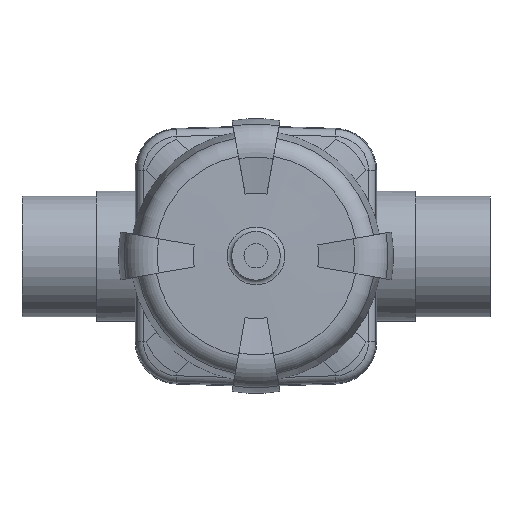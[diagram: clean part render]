
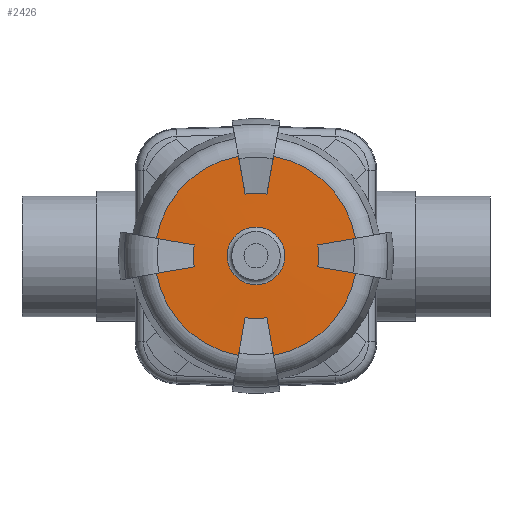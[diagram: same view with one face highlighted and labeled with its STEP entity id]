
A CAD part, top view. The second image highlights one B-rep face of the part: STEP entity #2426.
In plain terms, the highlighted conical face has half-angle 89 degrees and reference radius 26.931 mm.
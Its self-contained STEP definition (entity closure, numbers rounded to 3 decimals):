
#36=CONICAL_SURFACE($,#2647,26.932,89.);
#175=FACE_BOUND($,#412,.T.);
#242=FACE_OUTER_BOUND($,#411,.T.);
#411=EDGE_LOOP($,(#1913));
#412=EDGE_LOOP($,(#1914,#1915,#1916,#1917,#1918,#1919,#1920,#1921,#1922,
#1923,#1924,#1925,#1926,#1927,#1928,#1929));
#615=LINE($,#4148,#775);
#616=LINE($,#4152,#776);
#617=LINE($,#4156,#777);
#618=LINE($,#4160,#778);
#619=LINE($,#4164,#779);
#620=LINE($,#4168,#780);
#621=LINE($,#4172,#781);
#622=LINE($,#4176,#782);
#775=VECTOR($,#3197,15.9);
#776=VECTOR($,#3200,15.9);
#777=VECTOR($,#3203,15.9);
#778=VECTOR($,#3206,15.9);
#779=VECTOR($,#3209,15.9);
#780=VECTOR($,#3212,15.9);
#781=VECTOR($,#3215,15.9);
#782=VECTOR($,#3218,15.9);
#892=CIRCLE($,#2642,11.965);
#896=CIRCLE($,#2648,41.898);
#897=CIRCLE($,#2649,26.);
#898=CIRCLE($,#2650,41.898);
#899=CIRCLE($,#2651,26.);
#900=CIRCLE($,#2652,41.898);
#901=CIRCLE($,#2653,26.);
#902=CIRCLE($,#2654,41.898);
#903=CIRCLE($,#2655,26.);
#1121=VERTEX_POINT($,#4136);
#1125=VERTEX_POINT($,#4146);
#1126=VERTEX_POINT($,#4147);
#1127=VERTEX_POINT($,#4149);
#1128=VERTEX_POINT($,#4151);
#1129=VERTEX_POINT($,#4153);
#1130=VERTEX_POINT($,#4155);
#1131=VERTEX_POINT($,#4157);
#1132=VERTEX_POINT($,#4159);
#1133=VERTEX_POINT($,#4161);
#1134=VERTEX_POINT($,#4163);
#1135=VERTEX_POINT($,#4165);
#1136=VERTEX_POINT($,#4167);
#1137=VERTEX_POINT($,#4169);
#1138=VERTEX_POINT($,#4171);
#1139=VERTEX_POINT($,#4173);
#1140=VERTEX_POINT($,#4175);
#1402=EDGE_CURVE($,#1121,#1121,#892,.T.);
#1406=EDGE_CURVE($,#1125,#1126,#615,.T.);
#1407=EDGE_CURVE($,#1127,#1126,#896,.T.);
#1408=EDGE_CURVE($,#1127,#1128,#616,.T.);
#1409=EDGE_CURVE($,#1128,#1129,#897,.T.);
#1410=EDGE_CURVE($,#1129,#1130,#617,.T.);
#1411=EDGE_CURVE($,#1131,#1130,#898,.T.);
#1412=EDGE_CURVE($,#1131,#1132,#618,.T.);
#1413=EDGE_CURVE($,#1132,#1133,#899,.T.);
#1414=EDGE_CURVE($,#1133,#1134,#619,.T.);
#1415=EDGE_CURVE($,#1135,#1134,#900,.T.);
#1416=EDGE_CURVE($,#1135,#1136,#620,.T.);
#1417=EDGE_CURVE($,#1136,#1137,#901,.T.);
#1418=EDGE_CURVE($,#1137,#1138,#621,.T.);
#1419=EDGE_CURVE($,#1139,#1138,#902,.T.);
#1420=EDGE_CURVE($,#1139,#1140,#622,.T.);
#1421=EDGE_CURVE($,#1140,#1125,#903,.T.);
#1913=ORIENTED_EDGE($,*,*,#1402,.T.);
#1914=ORIENTED_EDGE($,*,*,#1406,.T.);
#1915=ORIENTED_EDGE($,*,*,#1407,.F.);
#1916=ORIENTED_EDGE($,*,*,#1408,.T.);
#1917=ORIENTED_EDGE($,*,*,#1409,.T.);
#1918=ORIENTED_EDGE($,*,*,#1410,.T.);
#1919=ORIENTED_EDGE($,*,*,#1411,.F.);
#1920=ORIENTED_EDGE($,*,*,#1412,.T.);
#1921=ORIENTED_EDGE($,*,*,#1413,.T.);
#1922=ORIENTED_EDGE($,*,*,#1414,.T.);
#1923=ORIENTED_EDGE($,*,*,#1415,.F.);
#1924=ORIENTED_EDGE($,*,*,#1416,.T.);
#1925=ORIENTED_EDGE($,*,*,#1417,.T.);
#1926=ORIENTED_EDGE($,*,*,#1418,.T.);
#1927=ORIENTED_EDGE($,*,*,#1419,.F.);
#1928=ORIENTED_EDGE($,*,*,#1420,.T.);
#1929=ORIENTED_EDGE($,*,*,#1421,.T.);
#2426=ADVANCED_FACE($,(#242,#175),#36,.T.);
#2642=AXIS2_PLACEMENT_3D($,#4137,#3185,#3186);
#2647=AXIS2_PLACEMENT_3D($,#4145,#3195,#3196);
#2648=AXIS2_PLACEMENT_3D($,#4150,#3198,#3199);
#2649=AXIS2_PLACEMENT_3D($,#4154,#3201,#3202);
#2650=AXIS2_PLACEMENT_3D($,#4158,#3204,#3205);
#2651=AXIS2_PLACEMENT_3D($,#4162,#3207,#3208);
#2652=AXIS2_PLACEMENT_3D($,#4166,#3210,#3211);
#2653=AXIS2_PLACEMENT_3D($,#4170,#3213,#3214);
#2654=AXIS2_PLACEMENT_3D($,#4174,#3216,#3217);
#2655=AXIS2_PLACEMENT_3D($,#4177,#3219,#3220);
#3185=DIRECTION('center_axis',(0.,0.,-1.));
#3186=DIRECTION('ref_axis',(0.985,0.174,0.));
#3195=DIRECTION('center_axis',(0.,0.,-1.));
#3196=DIRECTION('ref_axis',(0.985,0.174,0.));
#3197=DIRECTION($,(-0.985,-0.174,-0.017));
#3198=DIRECTION('center_axis',(0.,0.,-1.));
#3199=DIRECTION('ref_axis',(0.985,0.174,0.));
#3200=DIRECTION($,(0.174,0.985,0.017));
#3201=DIRECTION('center_axis',(0.,0.,1.));
#3202=DIRECTION('ref_axis',(0.174,-0.985,0.));
#3203=DIRECTION($,(0.174,-0.985,-0.017));
#3204=DIRECTION('center_axis',(0.,0.,-1.));
#3205=DIRECTION('ref_axis',(0.985,0.174,0.));
#3206=DIRECTION($,(-0.985,0.174,0.017));
#3207=DIRECTION('center_axis',(0.,0.,1.));
#3208=DIRECTION('ref_axis',(0.985,0.174,0.));
#3209=DIRECTION($,(0.985,0.174,-0.017));
#3210=DIRECTION('center_axis',(0.,0.,-1.));
#3211=DIRECTION('ref_axis',(0.985,0.174,0.));
#3212=DIRECTION($,(-0.174,-0.985,0.017));
#3213=DIRECTION('center_axis',(0.,0.,1.));
#3214=DIRECTION('ref_axis',(-0.174,0.985,0.));
#3215=DIRECTION($,(-0.174,0.985,-0.017));
#3216=DIRECTION('center_axis',(0.,0.,-1.));
#3217=DIRECTION('ref_axis',(0.985,0.174,0.));
#3218=DIRECTION($,(0.985,-0.174,0.017));
#3219=DIRECTION('center_axis',(0.,0.,1.));
#3220=DIRECTION('ref_axis',(-0.985,-0.174,0.));
#4136=CARTESIAN_POINT('',(-11.783,-2.078,114.466));
#4137=CARTESIAN_POINT('Origin',(0.,0.,114.466));
#4145=CARTESIAN_POINT('Origin',(0.,0.,114.204));
#4146=CARTESIAN_POINT('',(-25.605,-4.515,114.221));
#4147=CARTESIAN_POINT('',(-41.261,-7.275,113.943));
#4148=CARTESIAN_POINT($,(-25.605,-4.515,114.221));
#4149=CARTESIAN_POINT('',(-7.275,-41.261,113.943));
#4150=CARTESIAN_POINT('Origin',(0.,0.,113.943));
#4151=CARTESIAN_POINT('',(-4.515,-25.605,114.221));
#4152=CARTESIAN_POINT($,(-7.275,-41.261,113.943));
#4153=CARTESIAN_POINT('',(4.515,-25.605,114.221));
#4154=CARTESIAN_POINT('Origin',(0.,0.,114.221));
#4155=CARTESIAN_POINT('',(7.275,-41.261,113.943));
#4156=CARTESIAN_POINT($,(4.515,-25.605,114.221));
#4157=CARTESIAN_POINT('',(41.261,-7.275,113.943));
#4158=CARTESIAN_POINT('Origin',(0.,0.,113.943));
#4159=CARTESIAN_POINT('',(25.605,-4.515,114.221));
#4160=CARTESIAN_POINT($,(41.261,-7.275,113.943));
#4161=CARTESIAN_POINT('',(25.605,4.515,114.221));
#4162=CARTESIAN_POINT('Origin',(0.,0.,114.221));
#4163=CARTESIAN_POINT('',(41.261,7.275,113.943));
#4164=CARTESIAN_POINT($,(25.605,4.515,114.221));
#4165=CARTESIAN_POINT('',(7.275,41.261,113.943));
#4166=CARTESIAN_POINT('Origin',(0.,0.,113.943));
#4167=CARTESIAN_POINT('',(4.515,25.605,114.221));
#4168=CARTESIAN_POINT($,(7.275,41.261,113.943));
#4169=CARTESIAN_POINT('',(-4.515,25.605,114.221));
#4170=CARTESIAN_POINT('Origin',(0.,0.,114.221));
#4171=CARTESIAN_POINT('',(-7.275,41.261,113.943));
#4172=CARTESIAN_POINT($,(-4.515,25.605,114.221));
#4173=CARTESIAN_POINT('',(-41.261,7.275,113.943));
#4174=CARTESIAN_POINT('Origin',(0.,0.,113.943));
#4175=CARTESIAN_POINT('',(-25.605,4.515,114.221));
#4176=CARTESIAN_POINT($,(-41.261,7.275,113.943));
#4177=CARTESIAN_POINT('Origin',(0.,0.,114.221));
